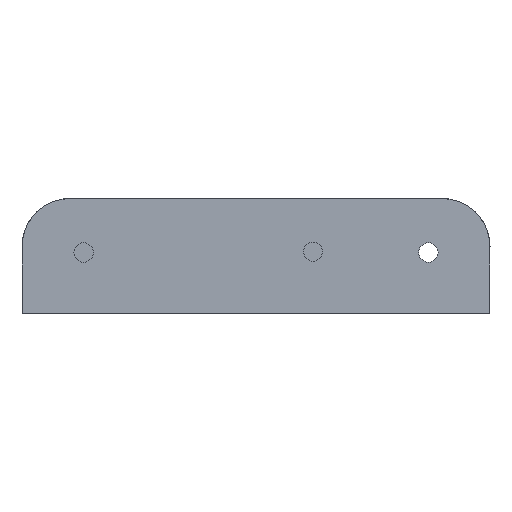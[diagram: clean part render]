
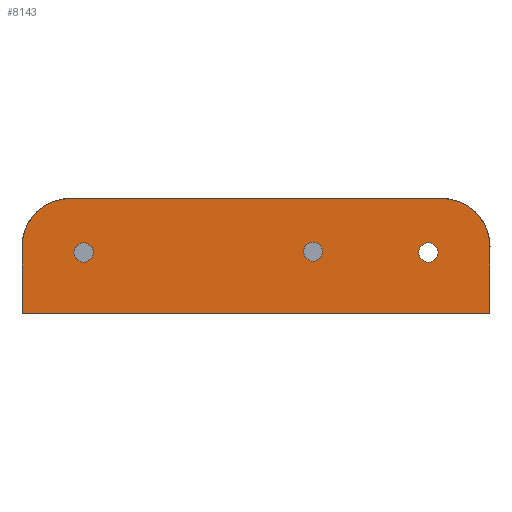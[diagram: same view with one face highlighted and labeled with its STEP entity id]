
A CAD part, left-side view. The second image highlights one B-rep face of the part: STEP entity #8143.
In plain terms, the highlighted planar face has unit normal (-1, 0, 0).
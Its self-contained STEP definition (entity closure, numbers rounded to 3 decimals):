
#464 = AXIS2_PLACEMENT_3D ( 'NONE', #14749, #17722, #28513 ) ;
#538 = EDGE_LOOP ( 'NONE', ( #18051, #29276 ) ) ;
#748 = AXIS2_PLACEMENT_3D ( 'NONE', #6709, #30433, #1058 ) ;
#1005 = CARTESIAN_POINT ( 'NONE',  ( -28.448, -30.734, 8.763 ) ) ;
#1058 = DIRECTION ( 'NONE',  ( 0., 1., 0. ) ) ;
#1093 = DIRECTION ( 'NONE',  ( 0., 1., 0. ) ) ;
#1107 = EDGE_LOOP ( 'NONE', ( #13374, #14703 ) ) ;
#1338 = VERTEX_POINT ( 'NONE', #1005 ) ;
#1725 = CARTESIAN_POINT ( 'NONE',  ( -28.448, 30.734, 15.113 ) ) ;
#1912 = DIRECTION ( 'NONE',  ( 0., -1., 0. ) ) ;
#2072 = LINE ( 'NONE', #1725, #7177 ) ;
#2304 = CARTESIAN_POINT ( 'NONE',  ( -28.448, -22.637, 6.744 ) ) ;
#3048 = VERTEX_POINT ( 'NONE', #21388 ) ;
#3174 = AXIS2_PLACEMENT_3D ( 'NONE', #34308, #31625, #23118 ) ;
#3551 = DIRECTION ( 'NONE',  ( 0., -1., 0. ) ) ;
#3937 = CARTESIAN_POINT ( 'NONE',  ( -28.448, -7.494, 6.878 ) ) ;
#4332 = DIRECTION ( 'NONE',  ( 0., 1., 0. ) ) ;
#4469 = DIRECTION ( 'NONE',  ( 0., 0., -1. ) ) ;
#5008 = DIRECTION ( 'NONE',  ( 1., 0., 0. ) ) ;
#5023 = ORIENTED_EDGE ( 'NONE', *, *, #7065, .T. ) ;
#5317 = CARTESIAN_POINT ( 'NONE',  ( -28.448, 22.637, 6.744 ) ) ;
#5320 = EDGE_CURVE ( 'NONE', #15392, #34922, #23344, .T. ) ;
#5473 = EDGE_CURVE ( 'NONE', #34922, #15392, #10035, .T. ) ;
#5676 = DIRECTION ( 'NONE',  ( -1., 0., 0. ) ) ;
#5930 = ORIENTED_EDGE ( 'NONE', *, *, #13492, .T. ) ;
#5975 = FACE_OUTER_BOUND ( 'NONE', #31507, .T. ) ;
#6135 = DIRECTION ( 'NONE',  ( -1., 0., 0. ) ) ;
#6532 = EDGE_CURVE ( 'NONE', #13399, #21839, #27519, .T. ) ;
#6709 = CARTESIAN_POINT ( 'NONE',  ( -28.448, 22.637, 8.014 ) ) ;
#6722 = CARTESIAN_POINT ( 'NONE',  ( -28.448, -7.494, 8.128 ) ) ;
#6799 = EDGE_CURVE ( 'NONE', #21356, #23110, #10859, .T. ) ;
#7065 = EDGE_CURVE ( 'NONE', #10711, #16962, #11411, .T. ) ;
#7091 = CARTESIAN_POINT ( 'NONE',  ( -28.448, 30.734, 0. ) ) ;
#7177 = VECTOR ( 'NONE', #1912, 1000. ) ;
#8143 = ADVANCED_FACE ( 'NONE', ( #30238, #5975, #16771, #24898 ), #11484, .F. ) ;
#8293 = EDGE_CURVE ( 'NONE', #23110, #11083, #14458, .T. ) ;
#8798 = CARTESIAN_POINT ( 'NONE',  ( -28.448, 24.384, 15.113 ) ) ;
#9046 = CARTESIAN_POINT ( 'NONE',  ( -28.448, -22.637, 8.014 ) ) ;
#9361 = ORIENTED_EDGE ( 'NONE', *, *, #8293, .T. ) ;
#10021 = VECTOR ( 'NONE', #22012, 1000. ) ;
#10035 = CIRCLE ( 'NONE', #15656, 1.27 ) ;
#10711 = VERTEX_POINT ( 'NONE', #11393 ) ;
#10859 = CIRCLE ( 'NONE', #22105, 6.35 ) ;
#11083 = VERTEX_POINT ( 'NONE', #7091 ) ;
#11393 = CARTESIAN_POINT ( 'NONE',  ( -28.448, -7.494, 9.378 ) ) ;
#11411 = CIRCLE ( 'NONE', #31186, 1.25 ) ;
#11484 = PLANE ( 'NONE',  #3174 ) ;
#12473 = DIRECTION ( 'NONE',  ( 0., 0., -1. ) ) ;
#13374 = ORIENTED_EDGE ( 'NONE', *, *, #20487, .F. ) ;
#13399 = VERTEX_POINT ( 'NONE', #19871 ) ;
#13492 = EDGE_CURVE ( 'NONE', #16962, #10711, #31694, .T. ) ;
#14458 = LINE ( 'NONE', #14811, #10021 ) ;
#14532 = DIRECTION ( 'NONE',  ( 0., 0., -1. ) ) ;
#14703 = ORIENTED_EDGE ( 'NONE', *, *, #6532, .F. ) ;
#14749 = CARTESIAN_POINT ( 'NONE',  ( -28.448, -22.637, 8.014 ) ) ;
#14811 = CARTESIAN_POINT ( 'NONE',  ( -28.448, 30.734, 15.113 ) ) ;
#15392 = VERTEX_POINT ( 'NONE', #5317 ) ;
#15656 = AXIS2_PLACEMENT_3D ( 'NONE', #21198, #18536, #23665 ) ;
#16580 = VECTOR ( 'NONE', #4469, 1000. ) ;
#16771 = FACE_BOUND ( 'NONE', #538, .T. ) ;
#16925 = DIRECTION ( 'NONE',  ( 0., 1., 0. ) ) ;
#16962 = VERTEX_POINT ( 'NONE', #3937 ) ;
#17722 = DIRECTION ( 'NONE',  ( -1., 0., 0. ) ) ;
#17873 = EDGE_CURVE ( 'NONE', #1338, #3048, #33560, .T. ) ;
#18051 = ORIENTED_EDGE ( 'NONE', *, *, #5320, .T. ) ;
#18056 = EDGE_CURVE ( 'NONE', #1338, #18954, #23550, .T. ) ;
#18536 = DIRECTION ( 'NONE',  ( 1., 0., 0. ) ) ;
#18682 = AXIS2_PLACEMENT_3D ( 'NONE', #28904, #5008, #12473 ) ;
#18844 = ORIENTED_EDGE ( 'NONE', *, *, #26759, .T. ) ;
#18954 = VERTEX_POINT ( 'NONE', #30002 ) ;
#19588 = CARTESIAN_POINT ( 'NONE',  ( -28.448, 24.384, 8.763 ) ) ;
#19871 = CARTESIAN_POINT ( 'NONE',  ( -28.448, -22.637, 9.284 ) ) ;
#20487 = EDGE_CURVE ( 'NONE', #21839, #13399, #23301, .T. ) ;
#21198 = CARTESIAN_POINT ( 'NONE',  ( -28.448, 22.637, 8.014 ) ) ;
#21356 = VERTEX_POINT ( 'NONE', #8798 ) ;
#21388 = CARTESIAN_POINT ( 'NONE',  ( -28.448, -24.384, 15.113 ) ) ;
#21659 = AXIS2_PLACEMENT_3D ( 'NONE', #23061, #28550, #4332 ) ;
#21839 = VERTEX_POINT ( 'NONE', #2304 ) ;
#22012 = DIRECTION ( 'NONE',  ( 0., 0., -1. ) ) ;
#22105 = AXIS2_PLACEMENT_3D ( 'NONE', #19588, #6135, #16925 ) ;
#22154 = ORIENTED_EDGE ( 'NONE', *, *, #31910, .F. ) ;
#22385 = CARTESIAN_POINT ( 'NONE',  ( -28.448, 30.734, 8.763 ) ) ;
#22627 = DIRECTION ( 'NONE',  ( 1., 0., 0. ) ) ;
#22657 = LINE ( 'NONE', #33839, #32386 ) ;
#23061 = CARTESIAN_POINT ( 'NONE',  ( -28.448, -24.384, 8.763 ) ) ;
#23110 = VERTEX_POINT ( 'NONE', #22385 ) ;
#23118 = DIRECTION ( 'NONE',  ( 0., 1., 0. ) ) ;
#23232 = ORIENTED_EDGE ( 'NONE', *, *, #17873, .T. ) ;
#23301 = CIRCLE ( 'NONE', #27239, 1.27 ) ;
#23344 = CIRCLE ( 'NONE', #748, 1.27 ) ;
#23550 = LINE ( 'NONE', #26015, #16580 ) ;
#23665 = DIRECTION ( 'NONE',  ( 0., 1., 0. ) ) ;
#24898 = FACE_BOUND ( 'NONE', #1107, .T. ) ;
#26015 = CARTESIAN_POINT ( 'NONE',  ( -28.448, -30.734, 15.113 ) ) ;
#26759 = EDGE_CURVE ( 'NONE', #11083, #18954, #22657, .T. ) ;
#27239 = AXIS2_PLACEMENT_3D ( 'NONE', #9046, #5676, #1093 ) ;
#27519 = CIRCLE ( 'NONE', #464, 1.27 ) ;
#28513 = DIRECTION ( 'NONE',  ( 0., 1., 0. ) ) ;
#28550 = DIRECTION ( 'NONE',  ( -1., 0., 0. ) ) ;
#28904 = CARTESIAN_POINT ( 'NONE',  ( -28.448, -7.494, 8.128 ) ) ;
#29020 = EDGE_LOOP ( 'NONE', ( #5023, #5930 ) ) ;
#29276 = ORIENTED_EDGE ( 'NONE', *, *, #5473, .T. ) ;
#30002 = CARTESIAN_POINT ( 'NONE',  ( -28.448, -30.734, 0. ) ) ;
#30238 = FACE_BOUND ( 'NONE', #29020, .T. ) ;
#30433 = DIRECTION ( 'NONE',  ( 1., 0., 0. ) ) ;
#31186 = AXIS2_PLACEMENT_3D ( 'NONE', #6722, #22627, #14532 ) ;
#31507 = EDGE_LOOP ( 'NONE', ( #22154, #33132, #9361, #18844, #31672, #23232 ) ) ;
#31625 = DIRECTION ( 'NONE',  ( 1., 0., 0. ) ) ;
#31630 = CARTESIAN_POINT ( 'NONE',  ( -28.448, 22.637, 9.284 ) ) ;
#31672 = ORIENTED_EDGE ( 'NONE', *, *, #18056, .F. ) ;
#31694 = CIRCLE ( 'NONE', #18682, 1.25 ) ;
#31910 = EDGE_CURVE ( 'NONE', #21356, #3048, #2072, .T. ) ;
#32386 = VECTOR ( 'NONE', #3551, 1000. ) ;
#33132 = ORIENTED_EDGE ( 'NONE', *, *, #6799, .T. ) ;
#33560 = CIRCLE ( 'NONE', #21659, 6.35 ) ;
#33839 = CARTESIAN_POINT ( 'NONE',  ( -28.448, 30.734, 0. ) ) ;
#34308 = CARTESIAN_POINT ( 'NONE',  ( -28.448, 30.734, 15.113 ) ) ;
#34922 = VERTEX_POINT ( 'NONE', #31630 ) ;
